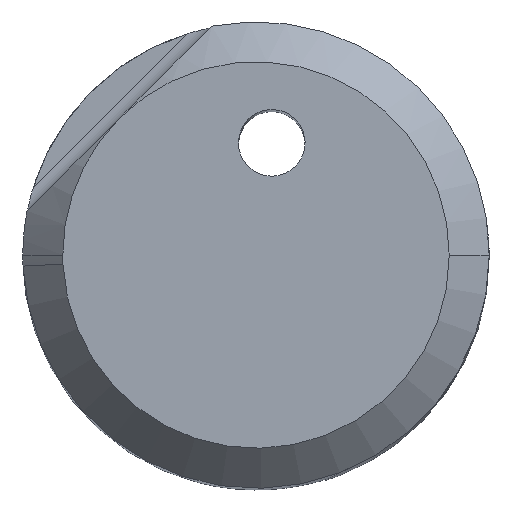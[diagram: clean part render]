
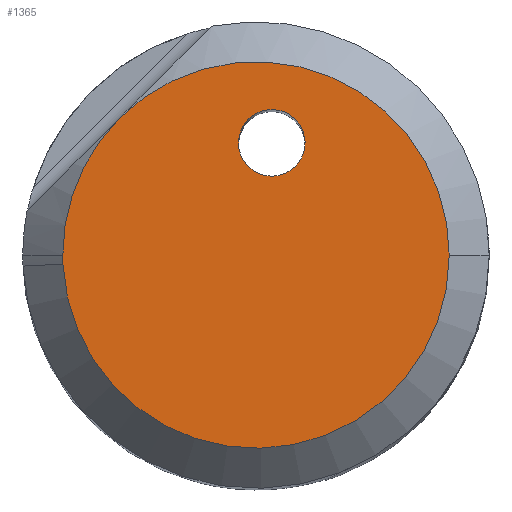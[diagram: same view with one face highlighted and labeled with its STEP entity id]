
A CAD part, top view. The second image highlights one B-rep face of the part: STEP entity #1365.
In plain terms, the highlighted planar face has unit normal (0, 0, 1).
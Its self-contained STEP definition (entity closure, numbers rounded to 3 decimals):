
#1112=AXIS2_PLACEMENT_3D('Circle Axis2P3D',#1110,#1111,$) ;
#1193=AXIS2_PLACEMENT_3D('Circle Axis2P3D',#1191,#1192,$) ;
#1225=AXIS2_PLACEMENT_3D('Circle Axis2P3D',#1223,#1224,$) ;
#1243=AXIS2_PLACEMENT_3D('Circle Axis2P3D',#1241,#1242,$) ;
#1353=AXIS2_PLACEMENT_3D('Plane Axis2P3D',#1350,#1351,#1352) ;
#1107=CARTESIAN_POINT('Vertex',(-2.9,0.,0.)) ;
#1110=CARTESIAN_POINT('Axis2P3D Location',(0.,0.,0.)) ;
#1114=CARTESIAN_POINT('Vertex',(-2.051,2.051,0.)) ;
#1191=CARTESIAN_POINT('Axis2P3D Location',(0.,0.,0.)) ;
#1195=CARTESIAN_POINT('Vertex',(2.9,0.,0.)) ;
#1220=CARTESIAN_POINT('Vertex',(-2.897,-0.137,0.)) ;
#1223=CARTESIAN_POINT('Axis2P3D Location',(0.,0.,0.)) ;
#1241=CARTESIAN_POINT('Axis2P3D Location',(0.,0.,0.)) ;
#1297=CARTESIAN_POINT('Vertex',(-0.261,1.732,0.)) ;
#1301=CARTESIAN_POINT('Control Point',(0.734,1.635,0.)) ;
#1302=CARTESIAN_POINT('Control Point',(0.719,1.479,0.)) ;
#1303=CARTESIAN_POINT('Control Point',(0.643,1.328,0.)) ;
#1304=CARTESIAN_POINT('Control Point',(0.507,1.217,0.)) ;
#1305=CARTESIAN_POINT('Control Point',(0.182,1.124,0.)) ;
#1306=CARTESIAN_POINT('Control Point',(-0.118,1.278,0.)) ;
#1307=CARTESIAN_POINT('Control Point',(-0.23,1.413,0.)) ;
#1308=CARTESIAN_POINT('Control Point',(-0.276,1.575,0.)) ;
#1309=CARTESIAN_POINT('Control Point',(-0.261,1.732,0.)) ;
#1310=CARTESIAN_POINT('Vertex',(0.734,1.635,0.)) ;
#1332=CARTESIAN_POINT('Control Point',(-0.261,1.732,0.)) ;
#1333=CARTESIAN_POINT('Control Point',(-0.246,1.888,0.)) ;
#1334=CARTESIAN_POINT('Control Point',(-0.169,2.038,0.)) ;
#1335=CARTESIAN_POINT('Control Point',(-0.034,2.15,0.)) ;
#1336=CARTESIAN_POINT('Control Point',(0.291,2.243,0.)) ;
#1337=CARTESIAN_POINT('Control Point',(0.592,2.089,0.)) ;
#1338=CARTESIAN_POINT('Control Point',(0.703,1.954,0.)) ;
#1339=CARTESIAN_POINT('Control Point',(0.749,1.791,0.)) ;
#1340=CARTESIAN_POINT('Control Point',(0.734,1.635,0.)) ;
#1350=CARTESIAN_POINT('Axis2P3D Location',(0.,0.,0.)) ;
#1111=DIRECTION('Axis2P3D Direction',(0.,0.,-1.)) ;
#1192=DIRECTION('Axis2P3D Direction',(0.,0.,-1.)) ;
#1224=DIRECTION('Axis2P3D Direction',(0.,0.,-1.)) ;
#1242=DIRECTION('Axis2P3D Direction',(0.,0.,-1.)) ;
#1351=DIRECTION('Axis2P3D Direction',(0.,0.,-1.)) ;
#1352=DIRECTION('Axis2P3D XDirection',(-1.,0.,0.)) ;
#1356=ORIENTED_EDGE('',*,*,#1197,.F.) ;
#1357=ORIENTED_EDGE('',*,*,#1116,.F.) ;
#1358=ORIENTED_EDGE('',*,*,#1245,.F.) ;
#1359=ORIENTED_EDGE('',*,*,#1227,.F.) ;
#1362=ORIENTED_EDGE('',*,*,#1341,.T.) ;
#1363=ORIENTED_EDGE('',*,*,#1312,.T.) ;
#1364=FACE_BOUND('',#1361,.T.) ;
#1365=ADVANCED_FACE('NOCUT',(#1360,#1364),#1354,.F.) ;
#1300=B_SPLINE_CURVE_WITH_KNOTS('',5,(#1301,#1302,#1303,#1304,#1305,#1306,#1307,#1308,#1309),.UNSPECIFIED.,.F.,.U.,(6,3,6),(-0.785,0.,0.785),.UNSPECIFIED.) ;
#1331=B_SPLINE_CURVE_WITH_KNOTS('',5,(#1332,#1333,#1334,#1335,#1336,#1337,#1338,#1339,#1340),.UNSPECIFIED.,.F.,.U.,(6,3,6),(-0.785,0.,0.785),.UNSPECIFIED.) ;
#1113=CIRCLE('generated circle',#1112,2.9) ;
#1194=CIRCLE('generated circle',#1193,2.9) ;
#1226=CIRCLE('generated circle',#1225,2.9) ;
#1244=CIRCLE('generated circle',#1243,2.9) ;
#1116=EDGE_CURVE('',#1108,#1115,#1113,.T.) ;
#1197=EDGE_CURVE('',#1115,#1196,#1194,.T.) ;
#1227=EDGE_CURVE('',#1196,#1221,#1226,.T.) ;
#1245=EDGE_CURVE('',#1221,#1108,#1244,.T.) ;
#1312=EDGE_CURVE('',#1311,#1298,#1300,.T.) ;
#1341=EDGE_CURVE('',#1298,#1311,#1331,.T.) ;
#1355=EDGE_LOOP('',(#1356,#1357,#1358,#1359)) ;
#1361=EDGE_LOOP('',(#1362,#1363)) ;
#1360=FACE_OUTER_BOUND('',#1355,.T.) ;
#1354=PLANE('',#1353) ;
#1108=VERTEX_POINT('',#1107) ;
#1115=VERTEX_POINT('',#1114) ;
#1196=VERTEX_POINT('',#1195) ;
#1221=VERTEX_POINT('',#1220) ;
#1298=VERTEX_POINT('',#1297) ;
#1311=VERTEX_POINT('',#1310) ;
